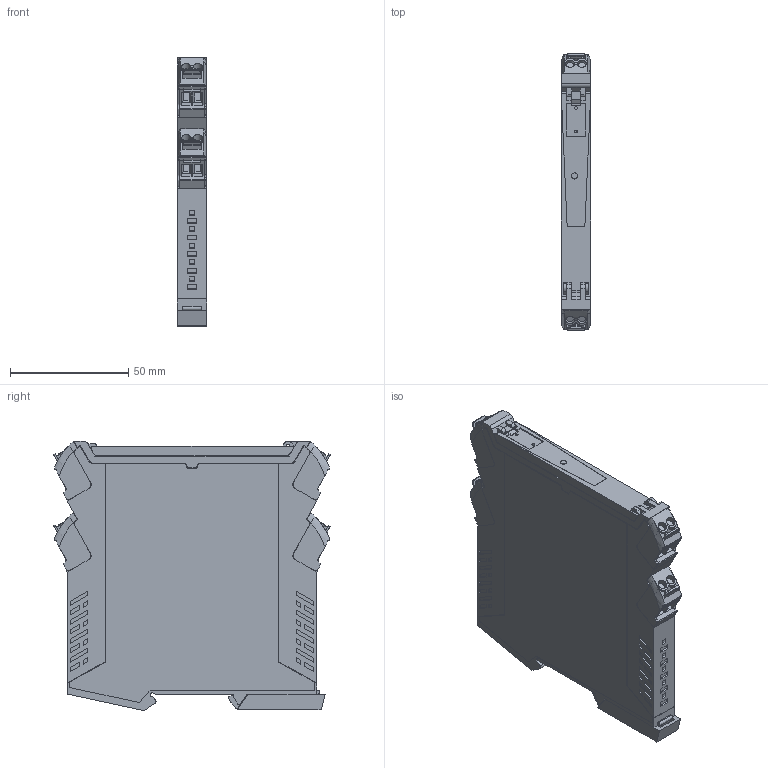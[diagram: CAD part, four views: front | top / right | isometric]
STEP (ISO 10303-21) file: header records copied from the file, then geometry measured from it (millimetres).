
FILE_DESCRIPTION(('CATIA V5 STEP Exchange','CAx-IF Rec.Pracs.--- Model Styling and Organization---1.5--- 2016-08-15','CAx-IF Rec.Pracs.---Supplemental Geometry---1.0---2011-11-01','CAx-IF Rec.Pracs.--- Composite Materials ---1.1---2010-07-15'),'2;1');
FILE_NAME ('D1410468_2', '2026-01-07T06:48:09+00:00', ('none'), ('Weidmueller'), 'CATIA Version 5-6 Release 2024 SP4', 'CATIA V5 STEP AP214 v3', 'none');
FILE_SCHEMA(('AUTOMOTIVE_DESIGN { 1 0 10303 214 1 1 1 1 }'));
Length unit declared in the file: millimetre
Products named in the file (1): 1477420000
Bounding box: 12.5 x 117.24 x 114.02 mm (x, y, z)
Volume: 143358.9 mm3; surface area: 44640.5 mm2
Topology: 22 solids, 22 shells, 1434 faces, 4326 edges, 3008 vertices
Faces by surface type: plane 1063, cylinder 311, extrusion 28, revolution 16, bspline 8, sphere 8
Entity records: 48364 total; most frequent: CARTESIAN_POINT 12215, ORIENTED_EDGE 8640, DIRECTION 5579, EDGE_CURVE 4320, VECTOR 3247, LINE 3219, VERTEX_POINT 3008, EDGE_LOOP 1530
